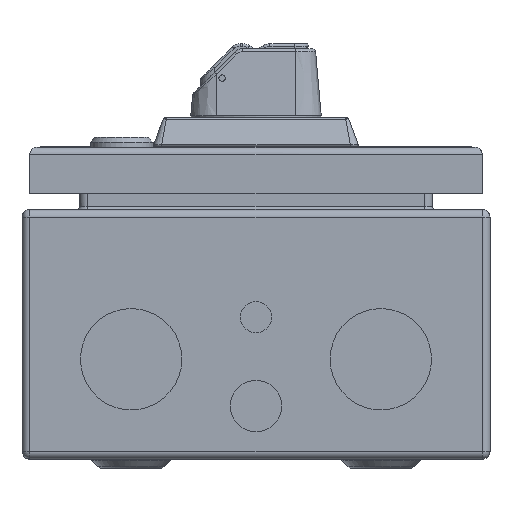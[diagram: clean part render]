
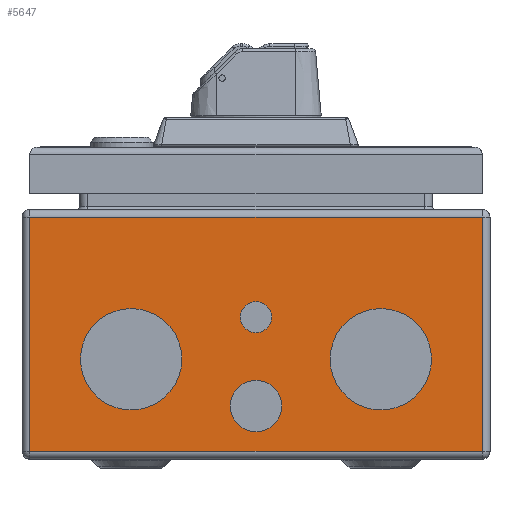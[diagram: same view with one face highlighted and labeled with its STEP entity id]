
A CAD part, front view. The second image highlights one B-rep face of the part: STEP entity #5647.
In plain terms, the highlighted planar face has unit normal (0, -1, 0).
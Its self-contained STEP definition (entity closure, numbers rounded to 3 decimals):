
#38=DIRECTION('',(0.,0.,1.));
#39=VECTOR('',#38,75.);
#40=CARTESIAN_POINT('',(72.5,-100.,5.5));
#41=LINE('',#40,#39);
#42=CARTESIAN_POINT('',(0.,-100.,48.5));
#43=DIRECTION('',(0.,1.,0.));
#44=DIRECTION('',(-1.,0.,0.));
#45=AXIS2_PLACEMENT_3D('',#42,#43,#44);
#47=CARTESIAN_POINT('',(0.,-100.,48.5));
#48=DIRECTION('',(0.,1.,0.));
#49=DIRECTION('',(1.,0.,0.));
#50=AXIS2_PLACEMENT_3D('',#47,#48,#49);
#52=CARTESIAN_POINT('',(40.,-100.,35.));
#53=DIRECTION('',(0.,1.,0.));
#54=DIRECTION('',(-1.,0.,0.));
#55=AXIS2_PLACEMENT_3D('',#52,#53,#54);
#57=CARTESIAN_POINT('',(40.,-100.,35.));
#58=DIRECTION('',(0.,1.,0.));
#59=DIRECTION('',(1.,0.,0.));
#60=AXIS2_PLACEMENT_3D('',#57,#58,#59);
#62=CARTESIAN_POINT('',(0.,-100.,20.));
#63=DIRECTION('',(0.,1.,0.));
#64=DIRECTION('',(-1.,0.,0.));
#65=AXIS2_PLACEMENT_3D('',#62,#63,#64);
#67=CARTESIAN_POINT('',(0.,-100.,20.));
#68=DIRECTION('',(0.,1.,0.));
#69=DIRECTION('',(1.,0.,0.));
#70=AXIS2_PLACEMENT_3D('',#67,#68,#69);
#72=CARTESIAN_POINT('',(-40.,-100.,35.));
#73=DIRECTION('',(0.,1.,0.));
#74=DIRECTION('',(-1.,0.,0.));
#75=AXIS2_PLACEMENT_3D('',#72,#73,#74);
#77=CARTESIAN_POINT('',(-40.,-100.,35.));
#78=DIRECTION('',(0.,1.,0.));
#79=DIRECTION('',(1.,0.,0.));
#80=AXIS2_PLACEMENT_3D('',#77,#78,#79);
#82=DIRECTION('',(1.,0.,0.));
#83=VECTOR('',#82,145.);
#84=CARTESIAN_POINT('',(-72.5,-100.,80.5));
#85=LINE('',#84,#83);
#242=DIRECTION('',(0.,0.,1.));
#243=VECTOR('',#242,75.);
#244=CARTESIAN_POINT('',(-72.5,-100.,5.5));
#245=LINE('',#244,#243);
#924=DIRECTION('',(-1.,0.,0.));
#925=VECTOR('',#924,145.);
#926=CARTESIAN_POINT('',(72.5,-100.,5.5));
#927=LINE('',#926,#925);
#5139=CARTESIAN_POINT('',(72.5,-100.,5.5));
#5140=VERTEX_POINT('',#5139);
#5141=CARTESIAN_POINT('',(72.5,-100.,80.5));
#5142=VERTEX_POINT('',#5141);
#5143=CARTESIAN_POINT('',(-72.5,-100.,80.5));
#5144=VERTEX_POINT('',#5143);
#5145=CARTESIAN_POINT('',(-72.5,-100.,5.5));
#5146=VERTEX_POINT('',#5145);
#5472=CARTESIAN_POINT('',(-5.,-100.,48.5));
#5474=VERTEX_POINT('',#5472);
#5478=CARTESIAN_POINT('',(5.,-100.,48.5));
#5479=VERTEX_POINT('',#5478);
#5480=CARTESIAN_POINT('',(23.75,-100.,35.));
#5482=VERTEX_POINT('',#5480);
#5486=CARTESIAN_POINT('',(56.25,-100.,35.));
#5487=VERTEX_POINT('',#5486);
#5488=CARTESIAN_POINT('',(-8.25,-100.,20.));
#5490=VERTEX_POINT('',#5488);
#5494=CARTESIAN_POINT('',(8.25,-100.,20.));
#5495=VERTEX_POINT('',#5494);
#5496=CARTESIAN_POINT('',(-56.25,-100.,35.));
#5498=VERTEX_POINT('',#5496);
#5502=CARTESIAN_POINT('',(-23.75,-100.,35.));
#5503=VERTEX_POINT('',#5502);
#5610=CARTESIAN_POINT('',(0.,-100.,43.));
#5611=DIRECTION('',(0.,1.,0.));
#5612=DIRECTION('',(1.,0.,0.));
#5613=AXIS2_PLACEMENT_3D('',#5610,#5611,#5612);
#5614=PLANE('',#5613);
#5616=ORIENTED_EDGE('',*,*,#5615,.T.);
#5618=ORIENTED_EDGE('',*,*,#5617,.F.);
#5620=ORIENTED_EDGE('',*,*,#5619,.T.);
#5622=ORIENTED_EDGE('',*,*,#5621,.T.);
#5623=EDGE_LOOP('',(#5616,#5618,#5620,#5622));
#5624=FACE_OUTER_BOUND('',#5623,.F.);
#5626=ORIENTED_EDGE('',*,*,#5625,.F.);
#5628=ORIENTED_EDGE('',*,*,#5627,.F.);
#5629=EDGE_LOOP('',(#5626,#5628));
#5630=FACE_BOUND('',#5629,.F.);
#5631=ORIENTED_EDGE('',*,*,#5575,.F.);
#5632=ORIENTED_EDGE('',*,*,#5598,.F.);
#5633=EDGE_LOOP('',(#5631,#5632));
#5634=FACE_BOUND('',#5633,.F.);
#5636=ORIENTED_EDGE('',*,*,#5635,.F.);
#5638=ORIENTED_EDGE('',*,*,#5637,.F.);
#5639=EDGE_LOOP('',(#5636,#5638));
#5640=FACE_BOUND('',#5639,.F.);
#5642=ORIENTED_EDGE('',*,*,#5641,.F.);
#5644=ORIENTED_EDGE('',*,*,#5643,.F.);
#5645=EDGE_LOOP('',(#5642,#5644));
#5646=FACE_BOUND('',#5645,.F.);
#5647=ADVANCED_FACE('',(#5624,#5630,#5634,#5640,#5646),#5614,.F.);
#46=CIRCLE('',#45,5.);
#51=CIRCLE('',#50,5.);
#56=CIRCLE('',#55,16.25);
#61=CIRCLE('',#60,16.25);
#66=CIRCLE('',#65,8.25);
#71=CIRCLE('',#70,8.25);
#76=CIRCLE('',#75,16.25);
#81=CIRCLE('',#80,16.25);
#5575=EDGE_CURVE('',#5482,#5487,#56,.T.);
#5598=EDGE_CURVE('',#5487,#5482,#61,.T.);
#5615=EDGE_CURVE('',#5144,#5142,#85,.T.);
#5617=EDGE_CURVE('',#5140,#5142,#41,.T.);
#5619=EDGE_CURVE('',#5140,#5146,#927,.T.);
#5621=EDGE_CURVE('',#5146,#5144,#245,.T.);
#5625=EDGE_CURVE('',#5474,#5479,#46,.T.);
#5627=EDGE_CURVE('',#5479,#5474,#51,.T.);
#5635=EDGE_CURVE('',#5490,#5495,#66,.T.);
#5637=EDGE_CURVE('',#5495,#5490,#71,.T.);
#5641=EDGE_CURVE('',#5498,#5503,#76,.T.);
#5643=EDGE_CURVE('',#5503,#5498,#81,.T.);
